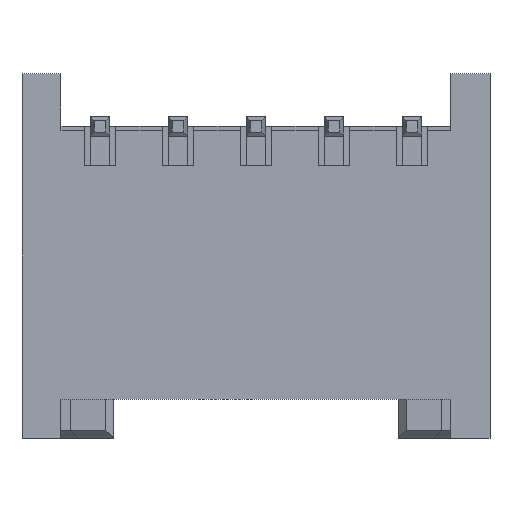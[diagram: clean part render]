
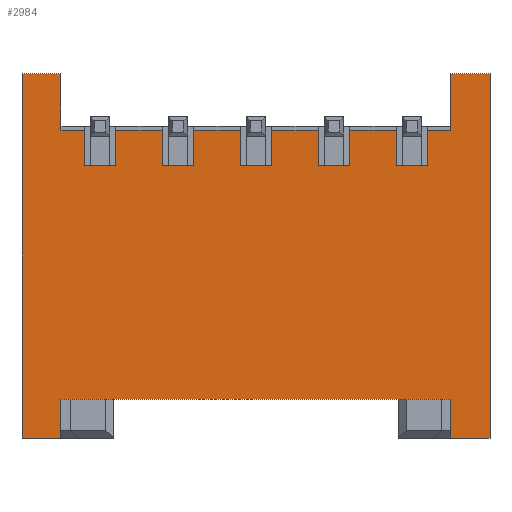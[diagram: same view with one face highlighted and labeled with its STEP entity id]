
A CAD part, front view. The second image highlights one B-rep face of the part: STEP entity #2984.
In plain terms, the highlighted planar face has unit normal (0, -1, 0).
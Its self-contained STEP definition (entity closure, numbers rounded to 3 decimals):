
#45=DIRECTION('',(-1.,0.,0.));
#46=VECTOR('',#45,0.6);
#47=CARTESIAN_POINT('',(-4.4,-2.575,8.9));
#48=LINE('',#47,#46);
#49=DIRECTION('',(0.,0.,-1.));
#50=VECTOR('',#49,0.9);
#51=CARTESIAN_POINT('',(-3.6,-2.575,8.9));
#52=LINE('',#51,#50);
#53=DIRECTION('',(-1.,0.,0.));
#54=VECTOR('',#53,1.2);
#55=CARTESIAN_POINT('',(-2.4,-2.575,8.9));
#56=LINE('',#55,#54);
#57=DIRECTION('',(0.,0.,1.));
#58=VECTOR('',#57,0.9);
#59=CARTESIAN_POINT('',(-2.4,-2.575,8.));
#60=LINE('',#59,#58);
#61=DIRECTION('',(-1.,0.,0.));
#62=VECTOR('',#61,1.2);
#63=CARTESIAN_POINT('',(-0.4,-2.575,8.9));
#64=LINE('',#63,#62);
#65=DIRECTION('',(-1.,0.,0.));
#66=VECTOR('',#65,1.2);
#67=CARTESIAN_POINT('',(1.6,-2.575,8.9));
#68=LINE('',#67,#66);
#69=DIRECTION('',(-1.,0.,0.));
#70=VECTOR('',#69,1.2);
#71=CARTESIAN_POINT('',(3.6,-2.575,8.9));
#72=LINE('',#71,#70);
#73=DIRECTION('',(-1.,0.,0.));
#74=VECTOR('',#73,0.6);
#75=CARTESIAN_POINT('',(5.,-2.575,8.9));
#76=LINE('',#75,#74);
#77=DIRECTION('',(1.,0.,0.));
#78=VECTOR('',#77,1.);
#79=CARTESIAN_POINT('',(-6.,-2.575,1.));
#80=LINE('',#79,#78);
#165=DIRECTION('',(0.,0.,1.));
#166=VECTOR('',#165,1.);
#167=CARTESIAN_POINT('',(-5.,-2.575,1.));
#168=LINE('',#167,#166);
#173=DIRECTION('',(-1.,0.,0.));
#174=VECTOR('',#173,10.);
#175=CARTESIAN_POINT('',(5.,-2.575,2.));
#176=LINE('',#175,#174);
#209=DIRECTION('',(0.,0.,-1.));
#210=VECTOR('',#209,1.);
#211=CARTESIAN_POINT('',(5.,-2.575,2.));
#212=LINE('',#211,#210);
#217=DIRECTION('',(1.,0.,0.));
#218=VECTOR('',#217,1.);
#219=CARTESIAN_POINT('',(5.,-2.575,1.));
#220=LINE('',#219,#218);
#453=DIRECTION('',(0.,0.,-1.));
#454=VECTOR('',#453,9.35);
#455=CARTESIAN_POINT('',(6.,-2.575,10.35));
#456=LINE('',#455,#454);
#473=DIRECTION('',(1.,0.,0.));
#474=VECTOR('',#473,1.);
#475=CARTESIAN_POINT('',(5.,-2.575,10.35));
#476=LINE('',#475,#474);
#489=DIRECTION('',(0.,0.,-1.));
#490=VECTOR('',#489,1.45);
#491=CARTESIAN_POINT('',(5.,-2.575,10.35));
#492=LINE('',#491,#490);
#525=DIRECTION('',(0.,0.,-1.));
#526=VECTOR('',#525,0.9);
#527=CARTESIAN_POINT('',(4.4,-2.575,8.9));
#528=LINE('',#527,#526);
#529=DIRECTION('',(1.,0.,0.));
#530=VECTOR('',#529,0.8);
#531=CARTESIAN_POINT('',(3.6,-2.575,8.));
#532=LINE('',#531,#530);
#537=DIRECTION('',(1.,0.,0.));
#538=VECTOR('',#537,0.8);
#539=CARTESIAN_POINT('',(1.6,-2.575,8.));
#540=LINE('',#539,#538);
#545=DIRECTION('',(1.,0.,0.));
#546=VECTOR('',#545,0.8);
#547=CARTESIAN_POINT('',(-0.4,-2.575,8.));
#548=LINE('',#547,#546);
#553=DIRECTION('',(1.,0.,0.));
#554=VECTOR('',#553,0.8);
#555=CARTESIAN_POINT('',(-2.4,-2.575,8.));
#556=LINE('',#555,#554);
#569=DIRECTION('',(1.,0.,0.));
#570=VECTOR('',#569,0.8);
#571=CARTESIAN_POINT('',(-4.4,-2.575,8.));
#572=LINE('',#571,#570);
#589=DIRECTION('',(0.,0.,1.));
#590=VECTOR('',#589,0.9);
#591=CARTESIAN_POINT('',(3.6,-2.575,8.));
#592=LINE('',#591,#590);
#609=DIRECTION('',(0.,0.,-1.));
#610=VECTOR('',#609,0.9);
#611=CARTESIAN_POINT('',(2.4,-2.575,8.9));
#612=LINE('',#611,#610);
#649=DIRECTION('',(0.,0.,1.));
#650=VECTOR('',#649,0.9);
#651=CARTESIAN_POINT('',(1.6,-2.575,8.));
#652=LINE('',#651,#650);
#669=DIRECTION('',(0.,0.,-1.));
#670=VECTOR('',#669,0.9);
#671=CARTESIAN_POINT('',(0.4,-2.575,8.9));
#672=LINE('',#671,#670);
#709=DIRECTION('',(0.,0.,1.));
#710=VECTOR('',#709,0.9);
#711=CARTESIAN_POINT('',(-0.4,-2.575,8.));
#712=LINE('',#711,#710);
#729=DIRECTION('',(0.,0.,-1.));
#730=VECTOR('',#729,0.9);
#731=CARTESIAN_POINT('',(-1.6,-2.575,8.9));
#732=LINE('',#731,#730);
#765=DIRECTION('',(0.,0.,1.));
#766=VECTOR('',#765,0.9);
#767=CARTESIAN_POINT('',(-4.4,-2.575,8.));
#768=LINE('',#767,#766);
#785=DIRECTION('',(0.,0.,1.));
#786=VECTOR('',#785,9.35);
#787=CARTESIAN_POINT('',(-6.,-2.575,1.));
#788=LINE('',#787,#786);
#825=DIRECTION('',(0.,0.,-1.));
#826=VECTOR('',#825,1.45);
#827=CARTESIAN_POINT('',(-5.,-2.575,10.35));
#828=LINE('',#827,#826);
#849=DIRECTION('',(-1.,0.,0.));
#850=VECTOR('',#849,1.);
#851=CARTESIAN_POINT('',(-5.,-2.575,10.35));
#852=LINE('',#851,#850);
#2271=CARTESIAN_POINT('',(-2.4,-2.575,8.9));
#2272=VERTEX_POINT('',#2271);
#2273=CARTESIAN_POINT('',(-2.4,-2.575,8.));
#2274=VERTEX_POINT('',#2273);
#2293=CARTESIAN_POINT('',(-3.6,-2.575,8.));
#2294=VERTEX_POINT('',#2293);
#2295=CARTESIAN_POINT('',(-3.6,-2.575,8.9));
#2296=VERTEX_POINT('',#2295);
#2299=CARTESIAN_POINT('',(-0.4,-2.575,8.9));
#2300=CARTESIAN_POINT('',(-1.6,-2.575,8.9));
#2301=VERTEX_POINT('',#2299);
#2302=VERTEX_POINT('',#2300);
#2303=CARTESIAN_POINT('',(1.6,-2.575,8.9));
#2304=CARTESIAN_POINT('',(0.4,-2.575,8.9));
#2305=VERTEX_POINT('',#2303);
#2306=VERTEX_POINT('',#2304);
#2307=CARTESIAN_POINT('',(3.6,-2.575,8.9));
#2308=CARTESIAN_POINT('',(2.4,-2.575,8.9));
#2309=VERTEX_POINT('',#2307);
#2310=VERTEX_POINT('',#2308);
#2311=CARTESIAN_POINT('',(5.,-2.575,8.9));
#2312=VERTEX_POINT('',#2311);
#2313=CARTESIAN_POINT('',(4.4,-2.575,8.9));
#2314=VERTEX_POINT('',#2313);
#2315=CARTESIAN_POINT('',(-5.,-2.575,8.9));
#2316=VERTEX_POINT('',#2315);
#2317=CARTESIAN_POINT('',(-4.4,-2.575,8.9));
#2318=VERTEX_POINT('',#2317);
#2319=CARTESIAN_POINT('',(-6.,-2.575,1.));
#2320=CARTESIAN_POINT('',(-5.,-2.575,1.));
#2321=VERTEX_POINT('',#2319);
#2322=VERTEX_POINT('',#2320);
#2323=CARTESIAN_POINT('',(-6.,-2.575,10.35));
#2324=VERTEX_POINT('',#2323);
#2325=CARTESIAN_POINT('',(-5.,-2.575,10.35));
#2326=VERTEX_POINT('',#2325);
#2327=CARTESIAN_POINT('',(-4.4,-2.575,8.));
#2328=VERTEX_POINT('',#2327);
#2329=CARTESIAN_POINT('',(-1.6,-2.575,8.));
#2330=VERTEX_POINT('',#2329);
#2331=CARTESIAN_POINT('',(-0.4,-2.575,8.));
#2332=VERTEX_POINT('',#2331);
#2333=CARTESIAN_POINT('',(0.4,-2.575,8.));
#2334=VERTEX_POINT('',#2333);
#2335=CARTESIAN_POINT('',(1.6,-2.575,8.));
#2336=VERTEX_POINT('',#2335);
#2337=CARTESIAN_POINT('',(2.4,-2.575,8.));
#2338=VERTEX_POINT('',#2337);
#2339=CARTESIAN_POINT('',(3.6,-2.575,8.));
#2340=VERTEX_POINT('',#2339);
#2341=CARTESIAN_POINT('',(4.4,-2.575,8.));
#2342=VERTEX_POINT('',#2341);
#2343=CARTESIAN_POINT('',(5.,-2.575,10.35));
#2344=VERTEX_POINT('',#2343);
#2345=CARTESIAN_POINT('',(6.,-2.575,10.35));
#2346=VERTEX_POINT('',#2345);
#2347=CARTESIAN_POINT('',(6.,-2.575,1.));
#2348=VERTEX_POINT('',#2347);
#2349=CARTESIAN_POINT('',(5.,-2.575,1.));
#2350=VERTEX_POINT('',#2349);
#2351=CARTESIAN_POINT('',(5.,-2.575,2.));
#2352=VERTEX_POINT('',#2351);
#2353=CARTESIAN_POINT('',(-5.,-2.575,2.));
#2354=VERTEX_POINT('',#2353);
#2916=CARTESIAN_POINT('',(0.,-2.575,5.675));
#2917=DIRECTION('',(0.,1.,0.));
#2918=DIRECTION('',(1.,0.,0.));
#2919=AXIS2_PLACEMENT_3D('',#2916,#2917,#2918);
#2920=PLANE('',#2919);
#2922=ORIENTED_EDGE('',*,*,#2921,.F.);
#2924=ORIENTED_EDGE('',*,*,#2923,.T.);
#2926=ORIENTED_EDGE('',*,*,#2925,.F.);
#2928=ORIENTED_EDGE('',*,*,#2927,.T.);
#2930=ORIENTED_EDGE('',*,*,#2929,.F.);
#2932=ORIENTED_EDGE('',*,*,#2931,.F.);
#2934=ORIENTED_EDGE('',*,*,#2933,.T.);
#2935=ORIENTED_EDGE('',*,*,#2894,.F.);
#2936=ORIENTED_EDGE('',*,*,#2908,.F.);
#2937=ORIENTED_EDGE('',*,*,#2865,.F.);
#2939=ORIENTED_EDGE('',*,*,#2938,.T.);
#2941=ORIENTED_EDGE('',*,*,#2940,.F.);
#2943=ORIENTED_EDGE('',*,*,#2942,.F.);
#2945=ORIENTED_EDGE('',*,*,#2944,.F.);
#2947=ORIENTED_EDGE('',*,*,#2946,.T.);
#2949=ORIENTED_EDGE('',*,*,#2948,.F.);
#2951=ORIENTED_EDGE('',*,*,#2950,.F.);
#2953=ORIENTED_EDGE('',*,*,#2952,.F.);
#2955=ORIENTED_EDGE('',*,*,#2954,.T.);
#2957=ORIENTED_EDGE('',*,*,#2956,.F.);
#2959=ORIENTED_EDGE('',*,*,#2958,.F.);
#2961=ORIENTED_EDGE('',*,*,#2960,.F.);
#2963=ORIENTED_EDGE('',*,*,#2962,.T.);
#2965=ORIENTED_EDGE('',*,*,#2964,.F.);
#2967=ORIENTED_EDGE('',*,*,#2966,.F.);
#2969=ORIENTED_EDGE('',*,*,#2968,.F.);
#2971=ORIENTED_EDGE('',*,*,#2970,.T.);
#2973=ORIENTED_EDGE('',*,*,#2972,.T.);
#2975=ORIENTED_EDGE('',*,*,#2974,.F.);
#2977=ORIENTED_EDGE('',*,*,#2976,.F.);
#2979=ORIENTED_EDGE('',*,*,#2978,.T.);
#2981=ORIENTED_EDGE('',*,*,#2980,.F.);
#2982=EDGE_LOOP('',(#2922,#2924,#2926,#2928,#2930,#2932,#2934,#2935,#2936,#2937,
#2939,#2941,#2943,#2945,#2947,#2949,#2951,#2953,#2955,#2957,#2959,#2961,#2963,
#2965,#2967,#2969,#2971,#2973,#2975,#2977,#2979,#2981));
#2983=FACE_OUTER_BOUND('',#2982,.F.);
#2865=EDGE_CURVE('',#2274,#2272,#60,.T.);
#2894=EDGE_CURVE('',#2296,#2294,#52,.T.);
#2908=EDGE_CURVE('',#2272,#2296,#56,.T.);
#2921=EDGE_CURVE('',#2321,#2322,#80,.T.);
#2923=EDGE_CURVE('',#2321,#2324,#788,.T.);
#2925=EDGE_CURVE('',#2326,#2324,#852,.T.);
#2927=EDGE_CURVE('',#2326,#2316,#828,.T.);
#2929=EDGE_CURVE('',#2318,#2316,#48,.T.);
#2931=EDGE_CURVE('',#2328,#2318,#768,.T.);
#2933=EDGE_CURVE('',#2328,#2294,#572,.T.);
#2938=EDGE_CURVE('',#2274,#2330,#556,.T.);
#2940=EDGE_CURVE('',#2302,#2330,#732,.T.);
#2942=EDGE_CURVE('',#2301,#2302,#64,.T.);
#2944=EDGE_CURVE('',#2332,#2301,#712,.T.);
#2946=EDGE_CURVE('',#2332,#2334,#548,.T.);
#2948=EDGE_CURVE('',#2306,#2334,#672,.T.);
#2950=EDGE_CURVE('',#2305,#2306,#68,.T.);
#2952=EDGE_CURVE('',#2336,#2305,#652,.T.);
#2954=EDGE_CURVE('',#2336,#2338,#540,.T.);
#2956=EDGE_CURVE('',#2310,#2338,#612,.T.);
#2958=EDGE_CURVE('',#2309,#2310,#72,.T.);
#2960=EDGE_CURVE('',#2340,#2309,#592,.T.);
#2962=EDGE_CURVE('',#2340,#2342,#532,.T.);
#2964=EDGE_CURVE('',#2314,#2342,#528,.T.);
#2966=EDGE_CURVE('',#2312,#2314,#76,.T.);
#2968=EDGE_CURVE('',#2344,#2312,#492,.T.);
#2970=EDGE_CURVE('',#2344,#2346,#476,.T.);
#2972=EDGE_CURVE('',#2346,#2348,#456,.T.);
#2974=EDGE_CURVE('',#2350,#2348,#220,.T.);
#2976=EDGE_CURVE('',#2352,#2350,#212,.T.);
#2978=EDGE_CURVE('',#2352,#2354,#176,.T.);
#2980=EDGE_CURVE('',#2322,#2354,#168,.T.);
#2984=ADVANCED_FACE('',(#2983),#2920,.F.);
